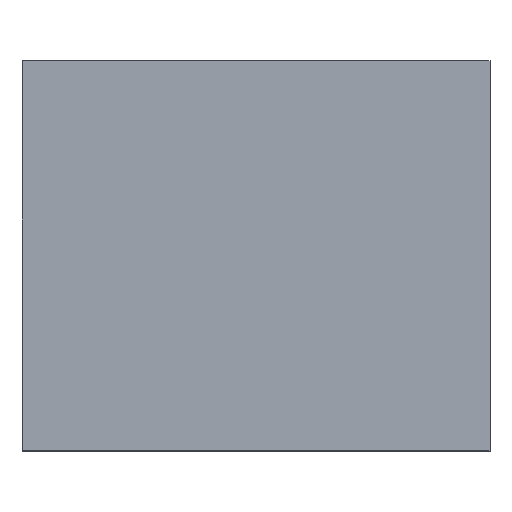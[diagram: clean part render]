
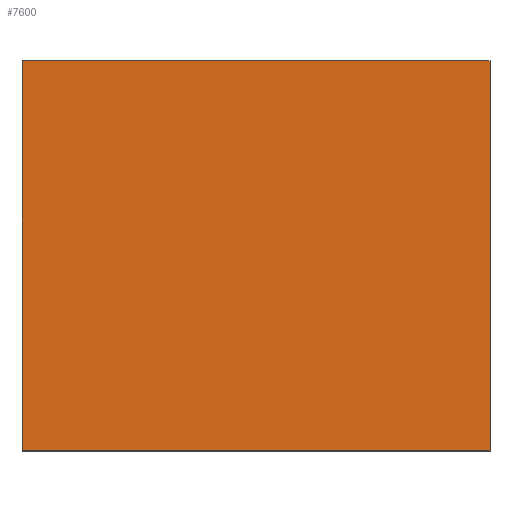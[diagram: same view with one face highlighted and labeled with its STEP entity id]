
A CAD part, top view. The second image highlights one B-rep face of the part: STEP entity #7600.
In plain terms, the highlighted planar face has unit normal (0, 0, 1).
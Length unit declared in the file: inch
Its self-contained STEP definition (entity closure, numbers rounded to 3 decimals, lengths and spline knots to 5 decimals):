
#127 = ORIENTED_EDGE ( 'NONE', *, *, #2713, .F. ) ;
#231 = ORIENTED_EDGE ( 'NONE', *, *, #3303, .T. ) ;
#606 = DIRECTION ( 'NONE',  ( 0., -1., 0. ) ) ;
#1364 = DIRECTION ( 'NONE',  ( 0., 0., -1. ) ) ;
#1536 = VERTEX_POINT ( 'NONE', #8366 ) ;
#1655 = LINE ( 'NONE', #4330, #5904 ) ;
#1820 = DIRECTION ( 'NONE',  ( 1., 0., 0. ) ) ;
#1903 = CARTESIAN_POINT ( 'NONE',  ( 0., 2.5, 0. ) ) ;
#2562 = LINE ( 'NONE', #1903, #4269 ) ;
#2713 = EDGE_CURVE ( 'NONE', #1536, #8305, #6014, .T. ) ;
#2914 = CARTESIAN_POINT ( 'NONE',  ( 0., 0., 0. ) ) ;
#2952 = AXIS2_PLACEMENT_3D ( 'NONE', #5262, #1364, #8563 ) ;
#3282 = DIRECTION ( 'NONE',  ( 0., -1., 0. ) ) ;
#3303 = EDGE_CURVE ( 'NONE', #5479, #8305, #1655, .T. ) ;
#3453 = CARTESIAN_POINT ( 'NONE',  ( 0., 2.5, 0. ) ) ;
#3922 = EDGE_LOOP ( 'NONE', ( #231, #127, #8336, #6770 ) ) ;
#4269 = VECTOR ( 'NONE', #606, 39.37008 ) ;
#4330 = CARTESIAN_POINT ( 'NONE',  ( 0., 0., 0. ) ) ;
#4453 = DIRECTION ( 'NONE',  ( 1., 0., 0. ) ) ;
#4598 = CARTESIAN_POINT ( 'NONE',  ( 3., 2.5, 0. ) ) ;
#4821 = VECTOR ( 'NONE', #1820, 39.37008 ) ;
#5244 = CARTESIAN_POINT ( 'NONE',  ( 0., 2.5, 0. ) ) ;
#5262 = CARTESIAN_POINT ( 'NONE',  ( 0., 2.5, 0. ) ) ;
#5479 = VERTEX_POINT ( 'NONE', #2914 ) ;
#5622 = VECTOR ( 'NONE', #3282, 39.37008 ) ;
#5726 = EDGE_CURVE ( 'NONE', #7778, #1536, #7846, .T. ) ;
#5876 = EDGE_CURVE ( 'NONE', #7778, #5479, #2562, .T. ) ;
#5904 = VECTOR ( 'NONE', #4453, 39.37008 ) ;
#5973 = FACE_OUTER_BOUND ( 'NONE', #3922, .T. ) ;
#6007 = CARTESIAN_POINT ( 'NONE',  ( 3., 0., 0. ) ) ;
#6014 = LINE ( 'NONE', #4598, #5622 ) ;
#6770 = ORIENTED_EDGE ( 'NONE', *, *, #5876, .T. ) ;
#7382 = PLANE ( 'NONE',  #2952 ) ;
#7600 = ADVANCED_FACE ( 'NONE', ( #5973 ), #7382, .F. ) ;
#7778 = VERTEX_POINT ( 'NONE', #3453 ) ;
#7846 = LINE ( 'NONE', #5244, #4821 ) ;
#8305 = VERTEX_POINT ( 'NONE', #6007 ) ;
#8336 = ORIENTED_EDGE ( 'NONE', *, *, #5726, .F. ) ;
#8366 = CARTESIAN_POINT ( 'NONE',  ( 3., 2.5, 0. ) ) ;
#8563 = DIRECTION ( 'NONE',  ( -1., 0., 0. ) ) ;
